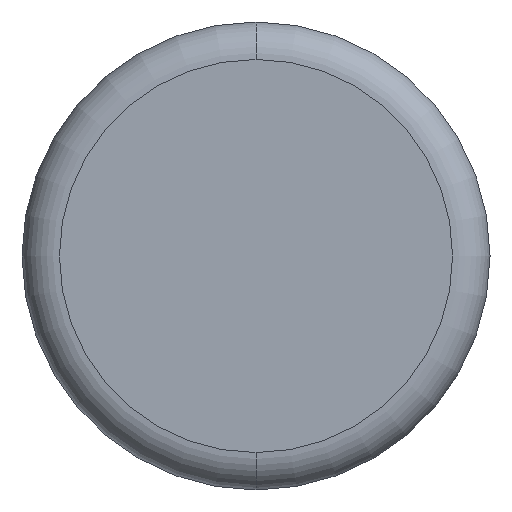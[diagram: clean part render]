
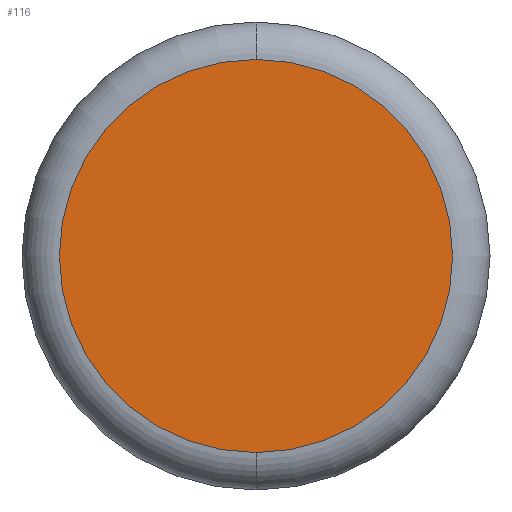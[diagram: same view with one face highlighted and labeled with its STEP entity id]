
A CAD part, front view. The second image highlights one B-rep face of the part: STEP entity #116.
In plain terms, the highlighted planar face has unit normal (0, -1, 0).
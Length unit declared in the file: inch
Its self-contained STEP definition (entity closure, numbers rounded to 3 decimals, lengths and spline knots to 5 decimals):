
#3 = ORIENTED_EDGE ( 'NONE', *, *, #283, .T. ) ;
#5 = AXIS2_PLACEMENT_3D ( 'NONE', #385, #86, #27 ) ;
#10 = DIRECTION ( 'NONE',  ( 0., 0., -1. ) ) ;
#27 = DIRECTION ( 'NONE',  ( 0., 0., -1. ) ) ;
#86 = DIRECTION ( 'NONE',  ( 0., -1., 0. ) ) ;
#90 = CARTESIAN_POINT ( 'NONE',  ( 0., 0., 0. ) ) ;
#91 = AXIS2_PLACEMENT_3D ( 'NONE', #316, #348, #10 ) ;
#94 = DIRECTION ( 'NONE',  ( 0., -1., 0. ) ) ;
#116 = ADVANCED_FACE ( 'NONE', ( #372 ), #365, .T. ) ;
#155 = CIRCLE ( 'NONE', #5, 0.0525 ) ;
#184 = CIRCLE ( 'NONE', #91, 0.0525 ) ;
#188 = VERTEX_POINT ( 'NONE', #279 ) ;
#194 = CARTESIAN_POINT ( 'NONE',  ( 0., 0., -0.0525 ) ) ;
#212 = VERTEX_POINT ( 'NONE', #194 ) ;
#231 = EDGE_CURVE ( 'NONE', #188, #212, #184, .T. ) ;
#272 = ORIENTED_EDGE ( 'NONE', *, *, #231, .T. ) ;
#279 = CARTESIAN_POINT ( 'NONE',  ( 0., 0., 0.0525 ) ) ;
#283 = EDGE_CURVE ( 'NONE', #212, #188, #155, .T. ) ;
#316 = CARTESIAN_POINT ( 'NONE',  ( 0., 0., 0. ) ) ;
#340 = EDGE_LOOP ( 'NONE', ( #3, #272 ) ) ;
#345 = DIRECTION ( 'NONE',  ( 0., 0., -1. ) ) ;
#348 = DIRECTION ( 'NONE',  ( 0., -1., 0. ) ) ;
#355 = AXIS2_PLACEMENT_3D ( 'NONE', #90, #94, #345 ) ;
#365 = PLANE ( 'NONE',  #355 ) ;
#372 = FACE_OUTER_BOUND ( 'NONE', #340, .T. ) ;
#385 = CARTESIAN_POINT ( 'NONE',  ( 0., 0., 0. ) ) ;
